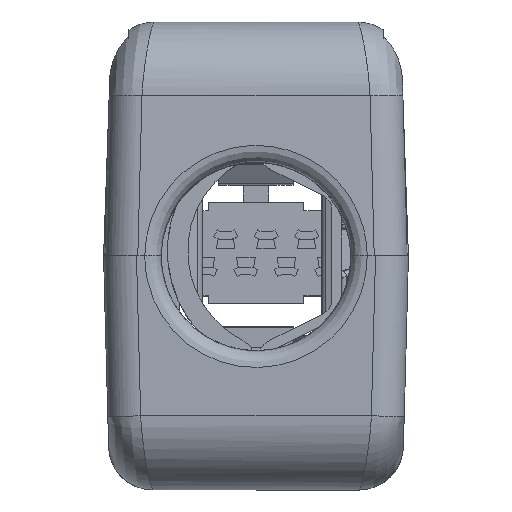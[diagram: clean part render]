
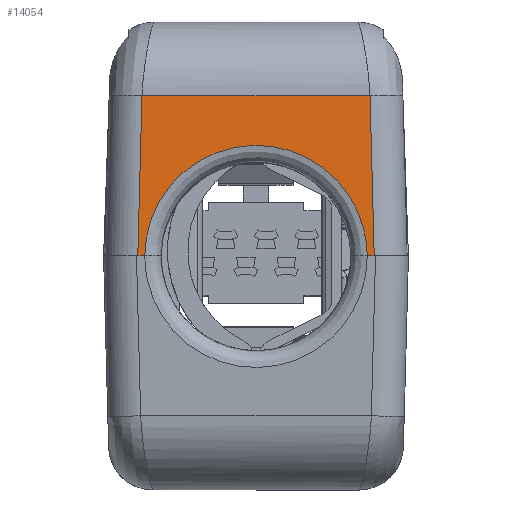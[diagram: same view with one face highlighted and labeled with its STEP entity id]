
A CAD part, top view. The second image highlights one B-rep face of the part: STEP entity #14054.
In plain terms, the highlighted planar face has unit normal (0, 0.026, 1).
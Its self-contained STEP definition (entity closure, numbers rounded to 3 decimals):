
#3784=CARTESIAN_POINT('',(4.649,0.925,42.5));
#3785=VERTEX_POINT('',#3784);
#3792=CARTESIAN_POINT('',(4.375,0.925,42.5));
#3793=VERTEX_POINT('',#3792);
#3794=CARTESIAN_POINT('',(4.649,0.925,42.5));
#3795=DIRECTION('',(-1.,0.,0.));
#3796=VECTOR('',#3795,0.274);
#3797=LINE('',#3794,#3796);
#3798=EDGE_CURVE('',#3785,#3793,#3797,.T.);
#3800=CARTESIAN_POINT('',(-4.425,0.925,42.5));
#3801=VERTEX_POINT('',#3800);
#3846=CARTESIAN_POINT('',(-4.699,0.925,42.5));
#3847=VERTEX_POINT('',#3846);
#3848=CARTESIAN_POINT('',(-4.425,0.925,42.5));
#3849=DIRECTION('',(-1.,0.,0.));
#3850=VECTOR('',#3849,0.274);
#3851=LINE('',#3848,#3850);
#3852=EDGE_CURVE('',#3801,#3847,#3851,.T.);
#13956=CARTESIAN_POINT('',(4.484,7.254,42.334));
#13957=VERTEX_POINT('',#13956);
#13970=CARTESIAN_POINT('',(4.484,7.254,42.334));
#13971=DIRECTION('',(0.026,-0.999,0.026));
#13972=VECTOR('',#13971,6.333);
#13973=LINE('',#13970,#13972);
#13974=EDGE_CURVE('',#13957,#3785,#13973,.T.);
#13987=CARTESIAN_POINT('',(-0.025,5.048,42.392));
#13988=DIRECTION('',(1.,0.,0.));
#13989=DIRECTION('',(0.,0.026,1.));
#13990=AXIS2_PLACEMENT_3D('',#13987,#13989,#13988);
#13991=PLANE('',#13990);
#13992=CARTESIAN_POINT('',(-4.534,7.254,42.334));
#13993=VERTEX_POINT('',#13992);
#13994=CARTESIAN_POINT('',(-4.534,7.254,42.334));
#13995=DIRECTION('',(1.,0.,0.));
#13996=VECTOR('',#13995,9.017);
#13997=LINE('',#13994,#13996);
#13998=EDGE_CURVE('',#13993,#13957,#13997,.T.);
#13999=ORIENTED_EDGE('',*,*,#13998,.F.);
#14000=CARTESIAN_POINT('',(-4.699,0.925,42.5));
#14001=DIRECTION('',(0.026,0.999,-0.026));
#14002=VECTOR('',#14001,6.333);
#14003=LINE('',#14000,#14002);
#14004=EDGE_CURVE('',#3847,#13993,#14003,.T.);
#14005=ORIENTED_EDGE('',*,*,#14004,.F.);
#14006=ORIENTED_EDGE('',*,*,#3852,.F.);
#14007=CARTESIAN_POINT('',(-4.425,0.925,42.5));
#14008=CARTESIAN_POINT('',(-4.424,1.052,42.497));
#14009=CARTESIAN_POINT('',(-4.404,1.364,42.489));
#14010=CARTESIAN_POINT('',(-4.348,1.73,42.479));
#14011=CARTESIAN_POINT('',(-4.263,2.09,42.47));
#14012=CARTESIAN_POINT('',(-4.147,2.441,42.46));
#14013=CARTESIAN_POINT('',(-4.003,2.782,42.451));
#14014=CARTESIAN_POINT('',(-3.83,3.109,42.443));
#14015=CARTESIAN_POINT('',(-3.631,3.421,42.435));
#14016=CARTESIAN_POINT('',(-3.406,3.714,42.427));
#14017=CARTESIAN_POINT('',(-3.157,3.988,42.42));
#14018=CARTESIAN_POINT('',(-2.886,4.24,42.413));
#14019=CARTESIAN_POINT('',(-2.595,4.468,42.407));
#14020=CARTESIAN_POINT('',(-2.286,4.671,42.402));
#14021=CARTESIAN_POINT('',(-1.961,4.848,42.397));
#14022=CARTESIAN_POINT('',(-1.622,4.996,42.393));
#14023=CARTESIAN_POINT('',(-1.272,5.116,42.39));
#14024=CARTESIAN_POINT('',(-0.913,5.205,42.388));
#14025=CARTESIAN_POINT('',(-0.548,5.265,42.386));
#14026=CARTESIAN_POINT('',(-0.179,5.293,42.386));
#14027=CARTESIAN_POINT('',(0.154,5.291,42.386));
#14028=CARTESIAN_POINT('',(0.486,5.266,42.386));
#14029=CARTESIAN_POINT('',(0.851,5.208,42.388));
#14030=CARTESIAN_POINT('',(1.21,5.119,42.39));
#14031=CARTESIAN_POINT('',(1.561,5.,42.393));
#14032=CARTESIAN_POINT('',(1.9,4.853,42.397));
#14033=CARTESIAN_POINT('',(2.226,4.677,42.402));
#14034=CARTESIAN_POINT('',(2.535,4.475,42.407));
#14035=CARTESIAN_POINT('',(2.827,4.248,42.413));
#14036=CARTESIAN_POINT('',(3.098,3.997,42.42));
#14037=CARTESIAN_POINT('',(3.348,3.723,42.427));
#14038=CARTESIAN_POINT('',(3.574,3.43,42.434));
#14039=CARTESIAN_POINT('',(3.774,3.119,42.443));
#14040=CARTESIAN_POINT('',(3.948,2.793,42.451));
#14041=CARTESIAN_POINT('',(4.093,2.452,42.46));
#14042=CARTESIAN_POINT('',(4.21,2.101,42.469));
#14043=CARTESIAN_POINT('',(4.296,1.742,42.479));
#14044=CARTESIAN_POINT('',(4.352,1.376,42.488));
#14045=CARTESIAN_POINT('',(4.374,1.058,42.497));
#14046=CARTESIAN_POINT('',(4.375,0.925,42.5));
#14047=B_SPLINE_CURVE_WITH_KNOTS('',2,(#14007,#14008,#14009,#14010,#14011,#14012,#14013,#14014,#14015,#14016,#14017,#14018,#14019,#14020,#14021,#14022,#14023,#14024,#14025,#14026,#14027,#14028,#14029,#14030,#14031,#14032,#14033,#14034,#14035,#14036,#14037,#14038,#14039,#14040,#14041,#14042,#14043,#14044,#14045,#14046),.UNSPECIFIED.,.F.,.U.,(3,1,1,1,1,1,1,1,1,1,1,1,1,1,1,1,1,1,1,1,1,1,1,1,1,1,1,1,1,1,1,1,1,1,1,1,1,1,3),(0.,0.018,0.044,0.07,0.096,0.122,0.148,0.174,0.2,0.226,0.252,0.278,0.303,0.329,0.355,0.381,0.407,0.433,0.459,0.485,0.506,0.532,0.558,0.584,0.61,0.636,0.662,0.688,0.714,0.74,0.766,0.791,0.817,0.843,0.869,0.895,0.921,0.947,0.966),.UNSPECIFIED.);
#14048=EDGE_CURVE('',#3801,#3793,#14047,.T.);
#14049=ORIENTED_EDGE('',*,*,#14048,.T.);
#14050=ORIENTED_EDGE('',*,*,#3798,.F.);
#14051=ORIENTED_EDGE('',*,*,#13974,.F.);
#14052=EDGE_LOOP('',(#13999,#14005,#14006,#14049,#14050,#14051));
#14053=FACE_OUTER_BOUND('',#14052,.T.);
#14054=ADVANCED_FACE('',(#14053),#13991,.T.);
